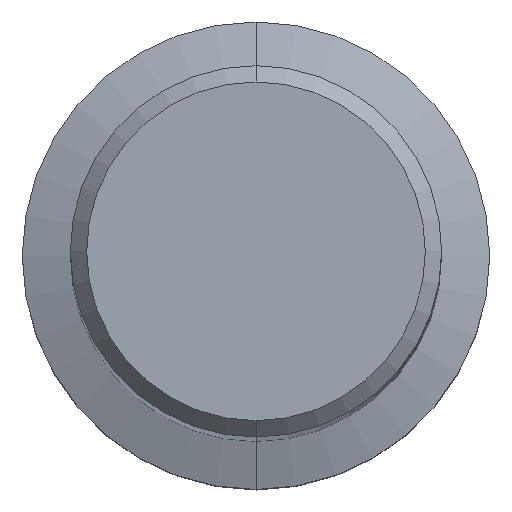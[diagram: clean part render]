
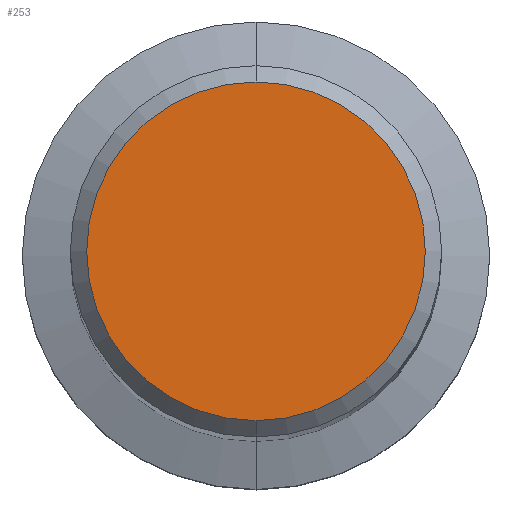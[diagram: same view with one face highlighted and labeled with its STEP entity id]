
A CAD part, top view. The second image highlights one B-rep face of the part: STEP entity #253.
In plain terms, the highlighted planar face has unit normal (0, 0, 1).
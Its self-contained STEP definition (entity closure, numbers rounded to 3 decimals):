
#155=VERTEX_POINT('',#358);
#233=EDGE_CURVE('',#155,#295,#446,.T.);
#253=ADVANCED_FACE('',(#469),#470,.T.);
#275=EDGE_CURVE('',#295,#155,#496,.T.);
#295=VERTEX_POINT('',#517);
#358=CARTESIAN_POINT('',(0.,-10.35,0.0));
#446=CIRCLE('',#702,10.35);
#469=FACE_OUTER_BOUND('',#730,.T.);
#470=PLANE('',#731);
#496=CIRCLE('',#763,10.35);
#517=CARTESIAN_POINT('',(0.0,10.35,0.0));
#702=AXIS2_PLACEMENT_3D('',#946,#947,#948);
#730=EDGE_LOOP('',(#989,#990));
#731=AXIS2_PLACEMENT_3D('',#991,#992,#993);
#763=AXIS2_PLACEMENT_3D('',#1028,#1029,#1030);
#946=CARTESIAN_POINT('',(0.0,0.0,0.0));
#947=DIRECTION('',(0.0,0.0,-1.0));
#948=DIRECTION('',(0.0,1.0,0.0));
#989=ORIENTED_EDGE('',*,*,#275,.F.);
#990=ORIENTED_EDGE('',*,*,#233,.F.);
#991=CARTESIAN_POINT('',(0.0,5.175,0.0));
#992=DIRECTION('',(-0.0,0.0,1.0));
#993=DIRECTION('',(0.0,-1.0,0.0));
#1028=CARTESIAN_POINT('',(0.0,0.0,0.0));
#1029=DIRECTION('',(0.0,0.0,-1.0));
#1030=DIRECTION('',(0.0,1.0,0.0));
